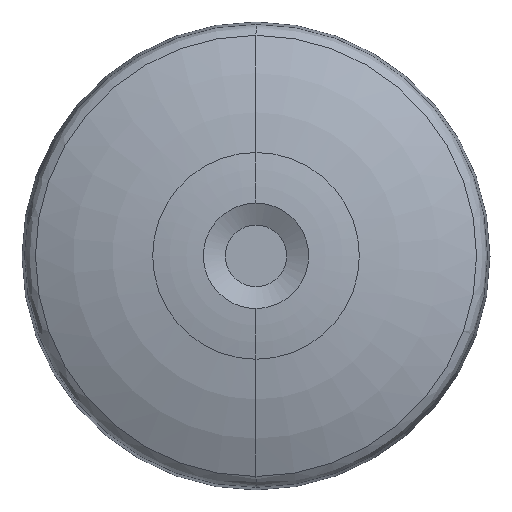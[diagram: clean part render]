
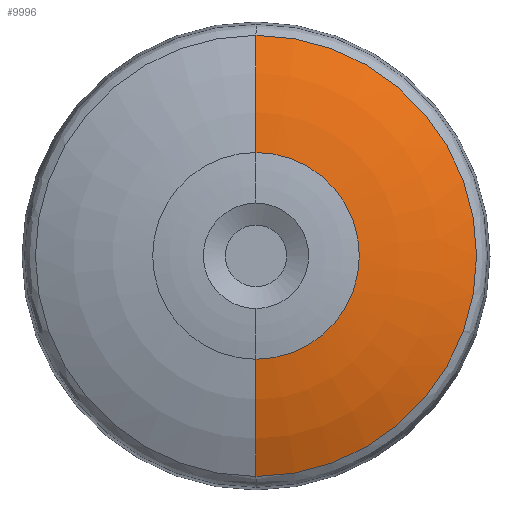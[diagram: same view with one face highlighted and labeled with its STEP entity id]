
A CAD part, top view. The second image highlights one B-rep face of the part: STEP entity #9996.
In plain terms, the highlighted toroidal (fillet/blend) face has major radius 12.7 mm and minor radius 80 mm.
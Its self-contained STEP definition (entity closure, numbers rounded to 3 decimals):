
#244 = FACE_OUTER_BOUND ( 'NONE', #881, .T. ) ;
#399 = CARTESIAN_POINT ( 'NONE',  ( 0., 46.656, 11.636 ) ) ;
#865 = CARTESIAN_POINT ( 'NONE',  ( 0., -12.7, -60.8 ) ) ;
#881 = EDGE_LOOP ( 'NONE', ( #3732, #6651, #11494, #20247 ) ) ;
#1341 = CARTESIAN_POINT ( 'NONE',  ( 0., 0., -60.8 ) ) ;
#1391 = CIRCLE ( 'NONE', #21279, 80. ) ;
#1457 = AXIS2_PLACEMENT_3D ( 'NONE', #17717, #17639, #2948 ) ;
#2723 = DIRECTION ( 'NONE',  ( 0., -1., 0. ) ) ;
#2882 = DIRECTION ( 'NONE',  ( 1., 0., 0. ) ) ;
#2948 = DIRECTION ( 'NONE',  ( 0., 0., 1. ) ) ;
#3487 = VERTEX_POINT ( 'NONE', #8424 ) ;
#3732 = ORIENTED_EDGE ( 'NONE', *, *, #14516, .F. ) ;
#3753 = EDGE_CURVE ( 'NONE', #17898, #9523, #8335, .T. ) ;
#3920 = CARTESIAN_POINT ( 'NONE',  ( 0., -21.862, 18.674 ) ) ;
#6651 = ORIENTED_EDGE ( 'NONE', *, *, #13959, .T. ) ;
#8335 = CIRCLE ( 'NONE', #1457, 80. ) ;
#8424 = CARTESIAN_POINT ( 'NONE',  ( 0., -46.656, 11.636 ) ) ;
#8443 = DIRECTION ( 'NONE',  ( 0., 0., -1. ) ) ;
#8868 = AXIS2_PLACEMENT_3D ( 'NONE', #1341, #8443, #12146 ) ;
#9523 = VERTEX_POINT ( 'NONE', #399 ) ;
#9996 = ADVANCED_FACE ( 'NONE', ( #244 ), #16993, .T. ) ;
#11494 = ORIENTED_EDGE ( 'NONE', *, *, #20176, .F. ) ;
#11946 = DIRECTION ( 'NONE',  ( 0., 0., -1. ) ) ;
#12146 = DIRECTION ( 'NONE',  ( 0., 1., 0. ) ) ;
#12650 = VERTEX_POINT ( 'NONE', #3920 ) ;
#13808 = CARTESIAN_POINT ( 'NONE',  ( 0., 0., 11.636 ) ) ;
#13959 = EDGE_CURVE ( 'NONE', #12650, #3487, #1391, .T. ) ;
#14516 = EDGE_CURVE ( 'NONE', #12650, #17898, #21605, .T. ) ;
#14643 = CIRCLE ( 'NONE', #19890, 46.656 ) ;
#15782 = DIRECTION ( 'NONE',  ( 0., 1., 0. ) ) ;
#15837 = AXIS2_PLACEMENT_3D ( 'NONE', #21225, #19285, #2723 ) ;
#16993 = TOROIDAL_SURFACE ( 'NONE', #8868, 12.7, 80. ) ;
#17639 = DIRECTION ( 'NONE',  ( -1., 0., 0. ) ) ;
#17717 = CARTESIAN_POINT ( 'NONE',  ( 0., 12.7, -60.8 ) ) ;
#17898 = VERTEX_POINT ( 'NONE', #23942 ) ;
#19285 = DIRECTION ( 'NONE',  ( 0., 0., 1. ) ) ;
#19890 = AXIS2_PLACEMENT_3D ( 'NONE', #13808, #11946, #21121 ) ;
#20176 = EDGE_CURVE ( 'NONE', #9523, #3487, #14643, .T. ) ;
#20247 = ORIENTED_EDGE ( 'NONE', *, *, #3753, .F. ) ;
#21121 = DIRECTION ( 'NONE',  ( 0., 1., 0. ) ) ;
#21225 = CARTESIAN_POINT ( 'NONE',  ( 0., 0., 18.674 ) ) ;
#21279 = AXIS2_PLACEMENT_3D ( 'NONE', #865, #2882, #15782 ) ;
#21605 = CIRCLE ( 'NONE', #15837, 21.862 ) ;
#23942 = CARTESIAN_POINT ( 'NONE',  ( 0., 21.862, 18.674 ) ) ;
